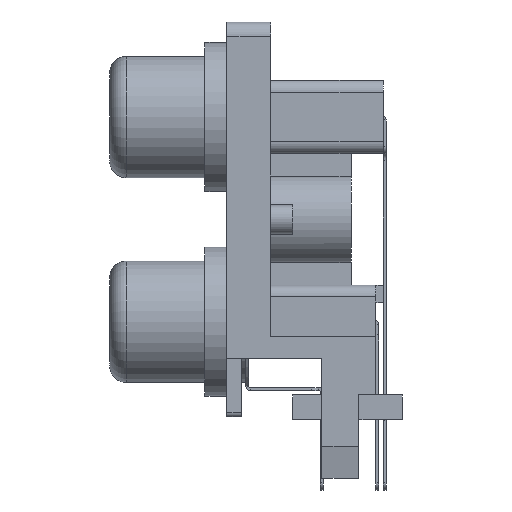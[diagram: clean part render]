
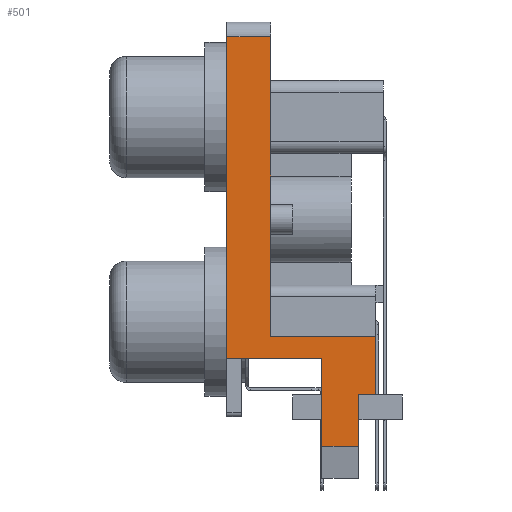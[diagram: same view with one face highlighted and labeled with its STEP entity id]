
A CAD part, left-side view. The second image highlights one B-rep face of the part: STEP entity #501.
In plain terms, the highlighted planar face has unit normal (-1, 0, 0).
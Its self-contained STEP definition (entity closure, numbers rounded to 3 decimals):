
#501=ADVANCED_FACE('',(#5022),#5024,.T.);
#5022=FACE_BOUND('',#5023,.T.);
#5023=EDGE_LOOP('',(#8785,#8786,#8787,#8788,#8789,#8790,#8791,#8792,#8793,#8794));
#5024=PLANE('',#5025);
#5025=AXIS2_PLACEMENT_3D('',#5026,#5027,#5028);
#5026=CARTESIAN_POINT('',(-17.,-6.5,1.7));
#5027=DIRECTION('',(-1.,0.,0.));
#5028=DIRECTION('',(0.,-1.,0.));
#8785=ORIENTED_EDGE('',*,*,#11271,.T.);
#8786=ORIENTED_EDGE('',*,*,#11128,.T.);
#8787=ORIENTED_EDGE('',*,*,#11270,.F.);
#8788=ORIENTED_EDGE('',*,*,#11272,.T.);
#8789=ORIENTED_EDGE('',*,*,#11273,.T.);
#8790=ORIENTED_EDGE('',*,*,#11274,.F.);
#8791=ORIENTED_EDGE('',*,*,#11275,.T.);
#8792=ORIENTED_EDGE('',*,*,#11276,.F.);
#8793=ORIENTED_EDGE('',*,*,#11277,.F.);
#8794=ORIENTED_EDGE('',*,*,#11278,.T.);
#11128=EDGE_CURVE('',#12405,#12402,#12406,.T.);
#11270=EDGE_CURVE('',#12656,#12402,#12658,.T.);
#11271=EDGE_CURVE('',#12659,#12405,#12660,.T.);
#11272=EDGE_CURVE('',#12656,#12661,#12662,.T.);
#11273=EDGE_CURVE('',#12661,#12663,#12664,.T.);
#11274=EDGE_CURVE('',#12665,#12663,#12666,.T.);
#11275=EDGE_CURVE('',#12665,#12667,#12668,.T.);
#11276=EDGE_CURVE('',#12669,#12667,#12670,.T.);
#11277=EDGE_CURVE('',#12671,#12669,#12672,.T.);
#11278=EDGE_CURVE('',#12671,#12659,#12673,.T.);
#12402=VERTEX_POINT('',#14531);
#12405=VERTEX_POINT('',#14536);
#12406=LINE('',#14537,#14538);
#12656=VERTEX_POINT('',#15083);
#12658=LINE('',#15087,#15088);
#12659=VERTEX_POINT('',#15090);
#12660=LINE('',#15091,#15092);
#12661=VERTEX_POINT('',#15094);
#12662=LINE('',#15095,#15096);
#12663=VERTEX_POINT('',#15098);
#12664=LINE('',#15099,#15100);
#12665=VERTEX_POINT('',#15102);
#12666=LINE('',#15103,#15104);
#12667=VERTEX_POINT('',#15106);
#12668=LINE('',#15107,#15108);
#12669=VERTEX_POINT('',#15110);
#12670=LINE('',#15111,#15112);
#12671=VERTEX_POINT('',#15114);
#12672=LINE('',#15115,#15116);
#12673=LINE('',#15118,#15119);
#14531=CARTESIAN_POINT('',(-17.,-10.2,5.7));
#14536=CARTESIAN_POINT('',(-17.,-10.2,1.7));
#14537=CARTESIAN_POINT('',(-17.,-10.2,1.7));
#14538=VECTOR('',#14539,1.);
#14539=DIRECTION('',(0.,0.,1.));
#15083=CARTESIAN_POINT('',(-17.,-3.,5.7));
#15087=CARTESIAN_POINT('',(-17.,-3.,5.7));
#15088=VECTOR('',#15089,1.);
#15089=DIRECTION('',(0.,-1.,0.));
#15090=CARTESIAN_POINT('',(-17.,-9.,1.7));
#15091=CARTESIAN_POINT('',(-17.,-9.,1.7));
#15092=VECTOR('',#15093,1.);
#15093=DIRECTION('',(0.,-1.,0.));
#15094=CARTESIAN_POINT('',(-17.,-3.,26.2));
#15095=CARTESIAN_POINT('',(-17.,-3.,5.7));
#15096=VECTOR('',#15097,1.);
#15097=DIRECTION('',(0.,0.,1.));
#15098=CARTESIAN_POINT('',(-17.,0.,26.2));
#15099=CARTESIAN_POINT('',(-17.,-3.,26.2));
#15100=VECTOR('',#15101,1.);
#15101=DIRECTION('',(0.,1.,0.));
#15102=CARTESIAN_POINT('',(-17.,0.,4.2));
#15103=CARTESIAN_POINT('',(-17.,0.,4.2));
#15104=VECTOR('',#15105,1.);
#15105=DIRECTION('',(0.,0.,1.));
#15106=CARTESIAN_POINT('',(-17.,-6.5,4.2));
#15107=CARTESIAN_POINT('',(-17.,0.,4.2));
#15108=VECTOR('',#15109,1.);
#15109=DIRECTION('',(0.,-1.,0.));
#15110=CARTESIAN_POINT('',(-17.,-6.5,-1.8));
#15111=CARTESIAN_POINT('',(-17.,-6.5,-1.8));
#15112=VECTOR('',#15113,1.);
#15113=DIRECTION('',(0.,0.,1.));
#15114=CARTESIAN_POINT('',(-17.,-9.,-1.8));
#15115=CARTESIAN_POINT('',(-17.,-9.,-1.8));
#15116=VECTOR('',#15117,1.);
#15117=DIRECTION('',(0.,1.,0.));
#15118=CARTESIAN_POINT('',(-17.,-9.,-1.8));
#15119=VECTOR('',#15120,1.);
#15120=DIRECTION('',(0.,0.,1.));
